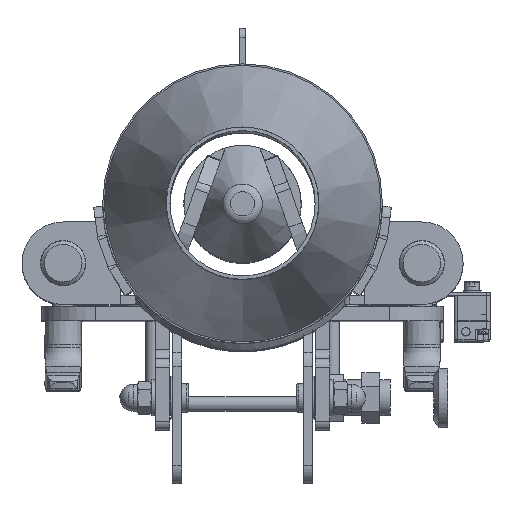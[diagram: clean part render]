
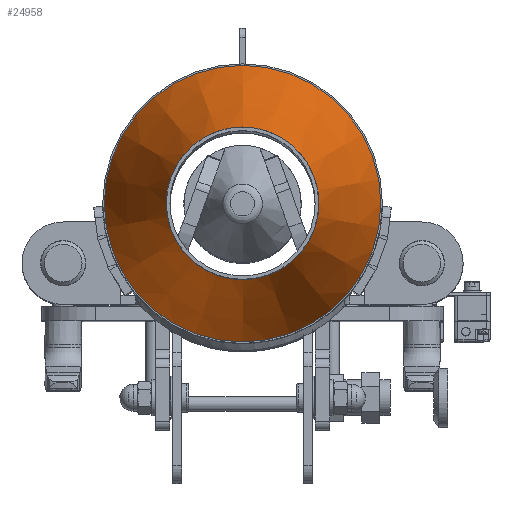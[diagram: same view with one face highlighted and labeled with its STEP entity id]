
A CAD part, top view. The second image highlights one B-rep face of the part: STEP entity #24958.
In plain terms, the highlighted conical face has half-angle 20.353 degrees and reference radius 59.883 mm.
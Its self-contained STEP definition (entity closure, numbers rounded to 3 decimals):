
#852=CONICAL_SURFACE('',#26996,59.883,0.355);
#2353=FACE_OUTER_BOUND('',#3774,.T.);
#3774=EDGE_LOOP('',(#19041,#19042,#19043,#19044));
#5160=CIRCLE('',#26989,42.633);
#5166=CIRCLE('',#26997,77.133);
#6490=LINE('',#42733,#8307);
#8307=VECTOR('',#31713,59.883);
#10604=VERTEX_POINT('',#42716);
#10610=VERTEX_POINT('',#42731);
#13589=EDGE_CURVE('',#10604,#10604,#5160,.T.);
#13596=EDGE_CURVE('',#10610,#10610,#5166,.T.);
#13597=EDGE_CURVE('',#10610,#10604,#6490,.T.);
#19041=ORIENTED_EDGE('',*,*,#13596,.F.);
#19042=ORIENTED_EDGE('',*,*,#13597,.T.);
#19043=ORIENTED_EDGE('',*,*,#13589,.F.);
#19044=ORIENTED_EDGE('',*,*,#13597,.F.);
#24958=ADVANCED_FACE('',(#2353),#852,.T.);
#26989=AXIS2_PLACEMENT_3D('',#42717,#31694,#31695);
#26996=AXIS2_PLACEMENT_3D('',#42730,#31709,#31710);
#26997=AXIS2_PLACEMENT_3D('',#42732,#31711,#31712);
#31694=DIRECTION('center_axis',(0.,0.,1.));
#31695=DIRECTION('ref_axis',(0.,1.,0.));
#31709=DIRECTION('center_axis',(0.,0.,-1.));
#31710=DIRECTION('ref_axis',(0.,1.,0.));
#31711=DIRECTION('center_axis',(0.,0.,
-1.));
#31712=DIRECTION('ref_axis',(0.,1.,0.));
#31713=DIRECTION('',(0.,0.348,0.938));
#42716=CARTESIAN_POINT('',(0.,-42.633,343.));
#42717=CARTESIAN_POINT('Origin',(0.,0.,
343.));
#42730=CARTESIAN_POINT('Origin',(0.,0.,
296.5));
#42731=CARTESIAN_POINT('',(0.,-77.133,250.));
#42732=CARTESIAN_POINT('Origin',(0.,0.,
250.));
#42733=CARTESIAN_POINT('',(0.,-59.883,296.5));
